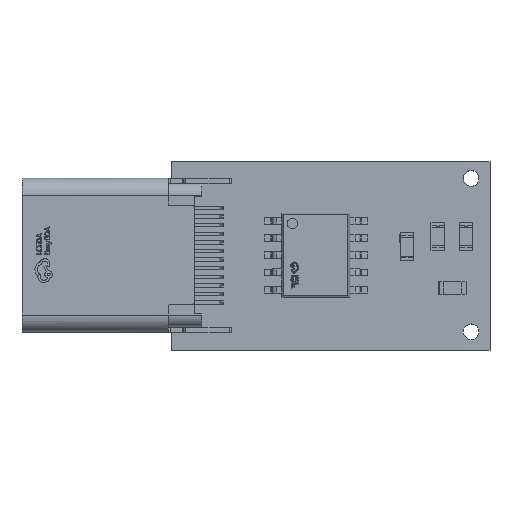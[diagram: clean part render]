
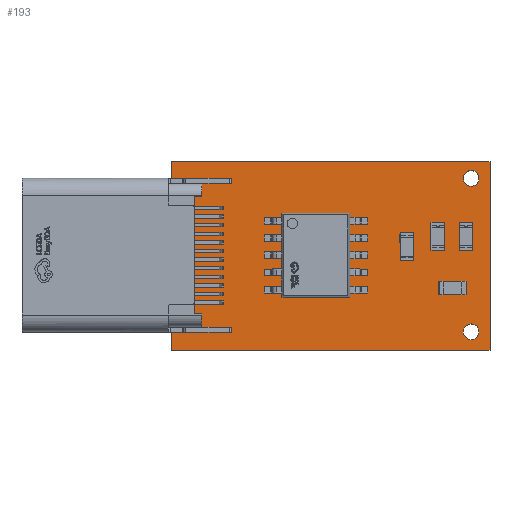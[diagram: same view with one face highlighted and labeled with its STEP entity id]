
A CAD part, top view. The second image highlights one B-rep face of the part: STEP entity #193.
In plain terms, the highlighted planar face has unit normal (0, 0, 1).
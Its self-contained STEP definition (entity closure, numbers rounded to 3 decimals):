
#59 = VERTEX_POINT('',#60);
#60 = CARTESIAN_POINT('',(15.066,-10.606,1.6
    ));
#66 = EDGE_CURVE('',#59,#67,#69,.T.);
#67 = VERTEX_POINT('',#68);
#68 = CARTESIAN_POINT('',(-3.416,-10.606,1.6
    ));
#69 = LINE('',#70,#71);
#70 = CARTESIAN_POINT('',(15.066,-10.606,1.6
    ));
#71 = VECTOR('',#72,1.);
#72 = DIRECTION('',(-1.,0.,0.));
#99 = VERTEX_POINT('',#100);
#100 = CARTESIAN_POINT('',(15.066,0.368,1.6
    ));
#106 = EDGE_CURVE('',#99,#59,#107,.T.);
#107 = LINE('',#108,#109);
#108 = CARTESIAN_POINT('',(15.066,0.368,1.6
    ));
#109 = VECTOR('',#110,1.);
#110 = DIRECTION('',(0.,-1.,0.));
#128 = EDGE_CURVE('',#67,#129,#131,.T.);
#129 = VERTEX_POINT('',#130);
#130 = CARTESIAN_POINT('',(-3.416,0.368,1.6
    ));
#131 = LINE('',#132,#133);
#132 = CARTESIAN_POINT('',(-3.416,-10.606,
    1.6));
#133 = VECTOR('',#134,1.);
#134 = DIRECTION('',(0.,1.,0.));
#193 = ADVANCED_FACE('',(#194,#205,#216),#227,.F.);
#194 = FACE_BOUND('',#195,.F.);
#195 = EDGE_LOOP('',(#196,#197,#198,#204));
#196 = ORIENTED_EDGE('',*,*,#66,.T.);
#197 = ORIENTED_EDGE('',*,*,#128,.T.);
#198 = ORIENTED_EDGE('',*,*,#199,.T.);
#199 = EDGE_CURVE('',#129,#99,#200,.T.);
#200 = LINE('',#201,#202);
#201 = CARTESIAN_POINT('',(-3.416,0.368,1.6
    ));
#202 = VECTOR('',#203,1.);
#203 = DIRECTION('',(1.,0.,0.));
#204 = ORIENTED_EDGE('',*,*,#106,.T.);
#205 = FACE_BOUND('',#206,.F.);
#206 = EDGE_LOOP('',(#207));
#207 = ORIENTED_EDGE('',*,*,#208,.T.);
#208 = EDGE_CURVE('',#209,#209,#211,.T.);
#209 = VERTEX_POINT('',#210);
#210 = CARTESIAN_POINT('',(14.427,-9.525,
    1.6));
#211 = CIRCLE('',#212,0.457);
#212 = AXIS2_PLACEMENT_3D('',#213,#214,#215);
#213 = CARTESIAN_POINT('',(13.97,-9.525,
    1.6));
#214 = DIRECTION('',(0.,0.,1.));
#215 = DIRECTION('',(1.,0.,-0.));
#216 = FACE_BOUND('',#217,.F.);
#217 = EDGE_LOOP('',(#218));
#218 = ORIENTED_EDGE('',*,*,#219,.T.);
#219 = EDGE_CURVE('',#220,#220,#222,.T.);
#220 = VERTEX_POINT('',#221);
#221 = CARTESIAN_POINT('',(14.427,-0.61,
    1.6));
#222 = CIRCLE('',#223,0.457);
#223 = AXIS2_PLACEMENT_3D('',#224,#225,#226);
#224 = CARTESIAN_POINT('',(13.97,-0.61,
    1.6));
#225 = DIRECTION('',(0.,0.,1.));
#226 = DIRECTION('',(1.,0.,-0.));
#227 = PLANE('',#228);
#228 = AXIS2_PLACEMENT_3D('',#229,#230,#231);
#229 = CARTESIAN_POINT('',(5.825,-5.119,1.6
    ));
#230 = DIRECTION('',(-0.,-0.,-1.));
#231 = DIRECTION('',(-1.,0.,0.));
